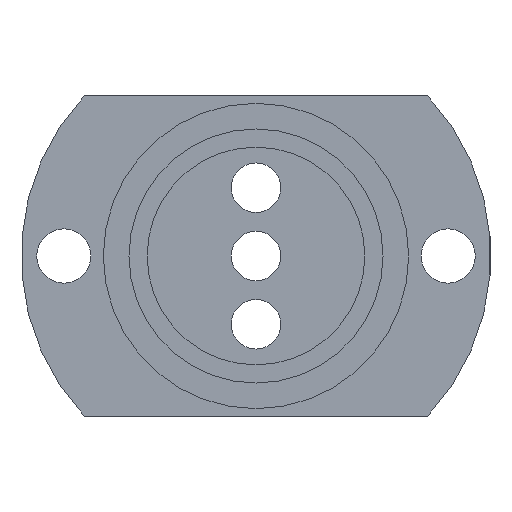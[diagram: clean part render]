
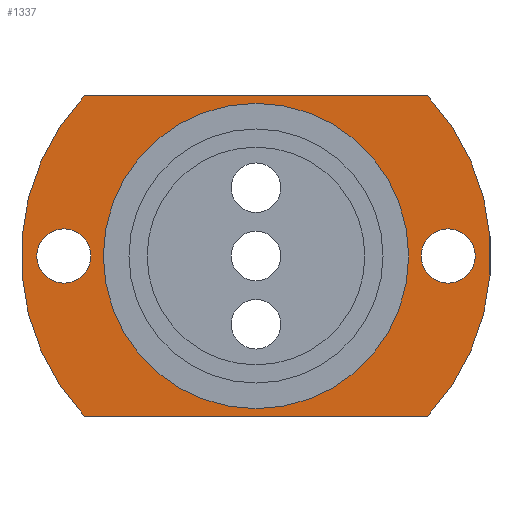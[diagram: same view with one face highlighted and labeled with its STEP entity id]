
A CAD part, front view. The second image highlights one B-rep face of the part: STEP entity #1337.
In plain terms, the highlighted planar face has unit normal (0, -1, 0).
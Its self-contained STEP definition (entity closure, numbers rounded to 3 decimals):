
#53=LINE('',#2215,#106);
#54=LINE('',#2219,#107);
#106=VECTOR('',#1706,1.);
#107=VECTOR('',#1709,1.);
#200=FACE_BOUND('',#327,.T.);
#201=FACE_BOUND('',#328,.T.);
#202=FACE_BOUND('',#329,.T.);
#227=FACE_OUTER_BOUND('',#326,.T.);
#326=EDGE_LOOP('',(#929,#930,#931,#932));
#327=EDGE_LOOP('',(#933));
#328=EDGE_LOOP('',(#934));
#329=EDGE_LOOP('',(#935));
#443=CIRCLE('',#1453,9.081);
#444=CIRCLE('',#1455,13.97);
#445=CIRCLE('',#1456,13.97);
#446=CIRCLE('',#1457,1.613);
#447=CIRCLE('',#1458,1.613);
#591=VERTEX_POINT('',#2209);
#592=VERTEX_POINT('',#2213);
#593=VERTEX_POINT('',#2214);
#594=VERTEX_POINT('',#2216);
#595=VERTEX_POINT('',#2218);
#596=VERTEX_POINT('',#2221);
#597=VERTEX_POINT('',#2223);
#719=EDGE_CURVE('',#591,#591,#443,.T.);
#720=EDGE_CURVE('',#592,#593,#53,.T.);
#721=EDGE_CURVE('',#593,#594,#444,.T.);
#722=EDGE_CURVE('',#594,#595,#54,.T.);
#723=EDGE_CURVE('',#595,#592,#445,.T.);
#724=EDGE_CURVE('',#596,#596,#446,.T.);
#725=EDGE_CURVE('',#597,#597,#447,.T.);
#929=ORIENTED_EDGE('',*,*,#720,.T.);
#930=ORIENTED_EDGE('',*,*,#721,.T.);
#931=ORIENTED_EDGE('',*,*,#722,.T.);
#932=ORIENTED_EDGE('',*,*,#723,.T.);
#933=ORIENTED_EDGE('',*,*,#719,.F.);
#934=ORIENTED_EDGE('',*,*,#724,.F.);
#935=ORIENTED_EDGE('',*,*,#725,.F.);
#1314=PLANE('',#1454);
#1337=ADVANCED_FACE('',(#227,#200,#201,#202),#1314,.T.);
#1453=AXIS2_PLACEMENT_3D('',#2211,#1702,#1703);
#1454=AXIS2_PLACEMENT_3D('',#2212,#1704,#1705);
#1455=AXIS2_PLACEMENT_3D('',#2217,#1707,#1708);
#1456=AXIS2_PLACEMENT_3D('',#2220,#1710,#1711);
#1457=AXIS2_PLACEMENT_3D('',#2222,#1712,#1713);
#1458=AXIS2_PLACEMENT_3D('',#2224,#1714,#1715);
#1702=DIRECTION('center_axis',(0.,-1.,0.));
#1703=DIRECTION('ref_axis',(1.,0.,0.));
#1704=DIRECTION('center_axis',(0.,-1.,0.));
#1705=DIRECTION('ref_axis',(-1.,0.,0.));
#1706=DIRECTION('',(-1.,0.,0.));
#1707=DIRECTION('center_axis',(0.,-1.,0.));
#1708=DIRECTION('ref_axis',(-0.732,0.,0.682));
#1709=DIRECTION('',(1.,0.,0.));
#1710=DIRECTION('center_axis',(0.,-1.,0.));
#1711=DIRECTION('ref_axis',(0.732,0.,-0.682));
#1712=DIRECTION('center_axis',(0.,-1.,0.));
#1713=DIRECTION('ref_axis',(1.,0.,0.));
#1714=DIRECTION('center_axis',(0.,-1.,0.));
#1715=DIRECTION('ref_axis',(1.,0.,0.));
#2209=CARTESIAN_POINT('',(9.081,-1.219,0.));
#2211=CARTESIAN_POINT('Origin',(0.,-1.219,0.));
#2212=CARTESIAN_POINT('Origin',(0.,-1.219,0.));
#2213=CARTESIAN_POINT('',(10.219,-1.219,9.525));
#2214=CARTESIAN_POINT('',(-10.219,-1.219,9.525));
#2215=CARTESIAN_POINT('',(10.219,-1.219,9.525));
#2216=CARTESIAN_POINT('',(-10.219,-1.219,-9.525));
#2217=CARTESIAN_POINT('Origin',(0.,-1.219,0.));
#2218=CARTESIAN_POINT('',(10.219,-1.219,-9.525));
#2219=CARTESIAN_POINT('',(-10.219,-1.219,-9.525));
#2220=CARTESIAN_POINT('Origin',(0.,-1.219,0.));
#2221=CARTESIAN_POINT('',(9.817,-1.219,0.));
#2222=CARTESIAN_POINT('Origin',(11.43,-1.219,0.));
#2223=CARTESIAN_POINT('',(-13.043,-1.219,0.));
#2224=CARTESIAN_POINT('Origin',(-11.43,-1.219,0.));
